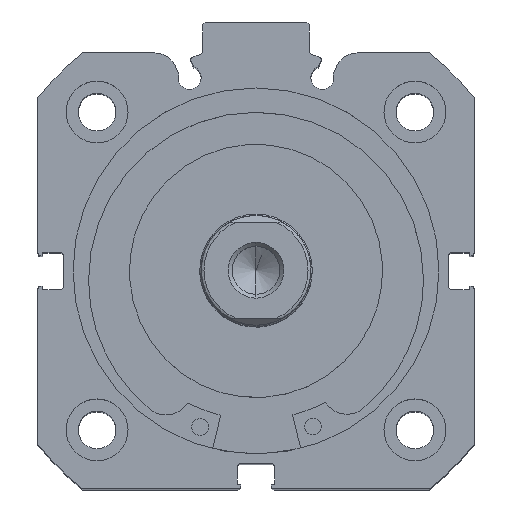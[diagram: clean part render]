
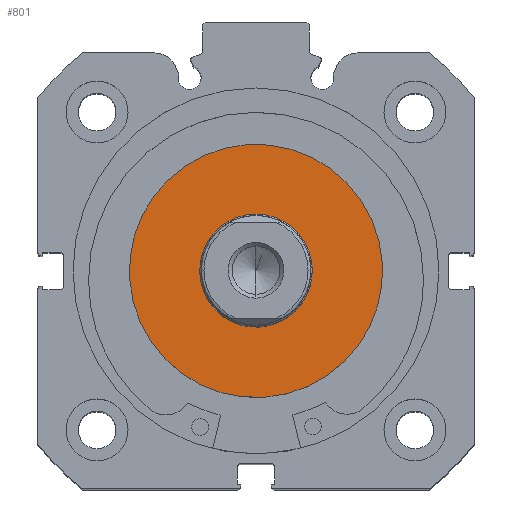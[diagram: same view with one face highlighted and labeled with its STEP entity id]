
A CAD part, top view. The second image highlights one B-rep face of the part: STEP entity #801.
In plain terms, the highlighted face is planar.
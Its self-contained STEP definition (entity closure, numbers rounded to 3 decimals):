
#302 = EDGE_CURVE ( 'NONE', #6577, #2385, #3325, .T. ) ;
#304 = EDGE_CURVE ( 'NONE', #2397, #6592, #3328, .T. ) ;
#321 = EDGE_CURVE ( 'NONE', #6592, #2397, #3348, .T. ) ;
#323 = EDGE_CURVE ( 'NONE', #2385, #6577, #3352, .T. ) ;
#510 = DIRECTION ( 'NONE',  ( 0., 0., 1. ) ) ;
#511 = DIRECTION ( 'NONE',  ( -1., 0., 0. ) ) ;
#513 = CARTESIAN_POINT ( 'NONE',  ( 0., 0., 0. ) ) ;
#517 = DIRECTION ( 'NONE',  ( 0., 0., 1. ) ) ;
#518 = DIRECTION ( 'NONE',  ( -1., 0., 0. ) ) ;
#520 = CARTESIAN_POINT ( 'NONE',  ( 0., 0., 0. ) ) ;
#602 = DIRECTION ( 'NONE',  ( 0., 0., 1. ) ) ;
#603 = DIRECTION ( 'NONE',  ( -1., 0., 0. ) ) ;
#612 = DIRECTION ( 'NONE',  ( 0., 0., 1. ) ) ;
#613 = DIRECTION ( 'NONE',  ( -1., 0., 0. ) ) ;
#614 = CARTESIAN_POINT ( 'NONE',  ( 0., 0., 0. ) ) ;
#622 = CARTESIAN_POINT ( 'NONE',  ( 0., 0., 0. ) ) ;
#801 = ADVANCED_FACE ( 'NONE', ( #3430, #3441 ), #4154, .F. ) ;
#2255 = ORIENTED_EDGE ( 'NONE', *, *, #302, .T. ) ;
#2273 = ORIENTED_EDGE ( 'NONE', *, *, #321, .F. ) ;
#2282 = ORIENTED_EDGE ( 'NONE', *, *, #304, .F. ) ;
#2294 = ORIENTED_EDGE ( 'NONE', *, *, #323, .T. ) ;
#2385 = VERTEX_POINT ( 'NONE', #6098 ) ;
#2397 = VERTEX_POINT ( 'NONE', #6116 ) ;
#2583 = EDGE_LOOP ( 'NONE', ( #2294, #2255 ) ) ;
#2587 = EDGE_LOOP ( 'NONE', ( #2282, #2273 ) ) ;
#3325 = CIRCLE ( 'NONE', #3698, 22.5 ) ;
#3328 = CIRCLE ( 'NONE', #3703, 10. ) ;
#3348 = CIRCLE ( 'NONE', #3711, 10. ) ;
#3352 = CIRCLE ( 'NONE', #3710, 22.5 ) ;
#3430 = FACE_BOUND ( 'NONE', #2587, .T. ) ;
#3441 = FACE_OUTER_BOUND ( 'NONE', #2583, .T. ) ;
#3698 = AXIS2_PLACEMENT_3D ( 'NONE', #622, #613, #612 ) ;
#3703 = AXIS2_PLACEMENT_3D ( 'NONE', #614, #603, #602 ) ;
#3710 = AXIS2_PLACEMENT_3D ( 'NONE', #513, #511, #510 ) ;
#3711 = AXIS2_PLACEMENT_3D ( 'NONE', #520, #518, #517 ) ;
#3760 = AXIS2_PLACEMENT_3D ( 'NONE', #4153, #4155, #4156 ) ;
#4153 = CARTESIAN_POINT ( 'NONE',  ( 0., 22.5, 0. ) ) ;
#4154 = PLANE ( 'NONE',  #3760 ) ;
#4155 = DIRECTION ( 'NONE',  ( 1., 0., 0. ) ) ;
#4156 = DIRECTION ( 'NONE',  ( 0., 0., -1. ) ) ;
#6098 = CARTESIAN_POINT ( 'NONE',  ( 0., 0., 22.5 ) ) ;
#6116 = CARTESIAN_POINT ( 'NONE',  ( 0., 0., 10. ) ) ;
#6186 = CARTESIAN_POINT ( 'NONE',  ( 0., 0., -22.5 ) ) ;
#6200 = CARTESIAN_POINT ( 'NONE',  ( 0., 0., -10. ) ) ;
#6577 = VERTEX_POINT ( 'NONE', #6186 ) ;
#6592 = VERTEX_POINT ( 'NONE', #6200 ) ;
